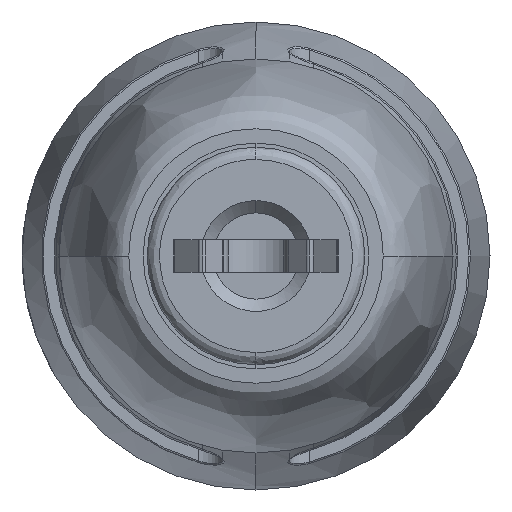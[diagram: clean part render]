
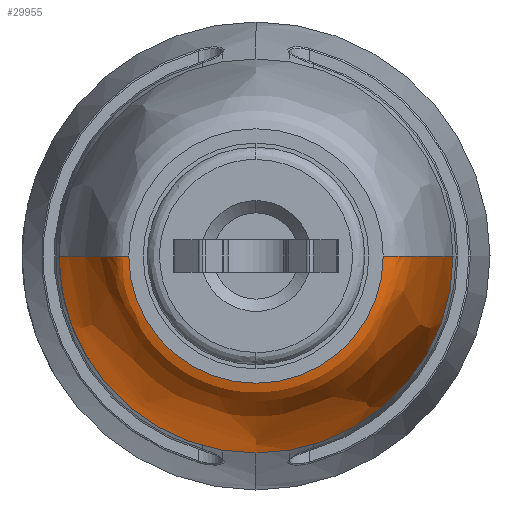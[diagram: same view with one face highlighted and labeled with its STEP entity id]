
A CAD part, left-side view. The second image highlights one B-rep face of the part: STEP entity #29955.
In plain terms, the highlighted free-form (B-spline) face has degree [3, 3] with [6, 4] control points.
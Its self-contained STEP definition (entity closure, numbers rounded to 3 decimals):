
#59 = ORIENTED_EDGE ( 'NONE', *, *, #6398, .F. ) ;
#534 = CARTESIAN_POINT ( 'NONE',  ( 4.822, -3.1, 0. ) ) ;
#1869 = ORIENTED_EDGE ( 'NONE', *, *, #34887, .T. ) ;
#1945 = CARTESIAN_POINT ( 'NONE',  ( 13.822, -4.8, 0. ) ) ;
#1960 = AXIS2_PLACEMENT_3D ( 'NONE', #31529, #34847, #14945 ) ;
#3143 = CIRCLE ( 'NONE', #42234, 4.8 ) ;
#3524 = B_SPLINE_CURVE_WITH_KNOTS ( 'NONE', 3,
 ( #28464, #35152, #25660, #5806, #19017, #38463 ),
 .UNSPECIFIED., .F., .F.,
 ( 4, 1, 1, 4 ),
 ( 0., 0.429, 0.529, 1. ),
 .UNSPECIFIED. ) ;
#3684 = CARTESIAN_POINT ( 'NONE',  ( 13.822, 4.8, 0. ) ) ;
#5425 = EDGE_LOOP ( 'NONE', ( #40147, #38140, #59, #31316, #1869 ) ) ;
#5806 = CARTESIAN_POINT ( 'NONE',  ( 6.753, 4.294, 0. ) ) ;
#6355 = VERTEX_POINT ( 'NONE', #29411 ) ;
#6392 = EDGE_CURVE ( 'NONE', #8694, #6355, #34245, .T. ) ;
#6398 = EDGE_CURVE ( 'NONE', #22029, #6355, #28098, .T. ) ;
#6586 = CARTESIAN_POINT ( 'NONE',  ( 10.153, -4.759, 0. ) ) ;
#6863 = CARTESIAN_POINT ( 'NONE',  ( 13.398, 4.8, -9.6 ) ) ;
#8263 = CARTESIAN_POINT ( 'NONE',  ( 10.153, -4.759, 0. ) ) ;
#8694 = VERTEX_POINT ( 'NONE', #23126 ) ;
#9895 = CARTESIAN_POINT ( 'NONE',  ( 6.753, 4.294, 0. ) ) ;
#10039 = CARTESIAN_POINT ( 'NONE',  ( 13.398, -4.8, 0. ) ) ;
#10323 = CARTESIAN_POINT ( 'NONE',  ( 13.398, -4.8, -9.6 ) ) ;
#13224 = CARTESIAN_POINT ( 'NONE',  ( 6.753, -4.294, 0. ) ) ;
#13906 = CARTESIAN_POINT ( 'NONE',  ( 13.822, 0., 0. ) ) ;
#14506 = CARTESIAN_POINT ( 'NONE',  ( 6.753, -4.294, 0. ) ) ;
#14795 = CARTESIAN_POINT ( 'NONE',  ( 4.822, -3.1, 0. ) ) ;
#14945 = DIRECTION ( 'NONE',  ( 0., 0., 1. ) ) ;
#15154 = AXIS2_PLACEMENT_3D ( 'NONE', #30470, #20411, #27543 ) ;
#15829 = CARTESIAN_POINT ( 'NONE',  ( 13.822, 0., -4.8 ) ) ;
#16406 =( BOUNDED_SURFACE ( )  B_SPLINE_SURFACE ( 3, 3, ( 
 ( #3684, #20053, #23380, #23522 ),
 ( #36749, #6863, #10323, #10039 ),
 ( #33575, #26442, #16885, #6586 ),
 ( #9895, #26726, #16738, #13224 ),
 ( #36455, #20192, #16596, #30101 ),
 ( #17028, #40107, #39834, #534 ) ),
 .UNSPECIFIED., .F., .F., .F. ) 
 B_SPLINE_SURFACE_WITH_KNOTS ( ( 4, 1, 1, 4 ),
 ( 4, 4 ),
 ( 0., 0.429, 0.529, 1. ),
 ( 0., 1. ),
 .UNSPECIFIED. ) 
 GEOMETRIC_REPRESENTATION_ITEM ( )  RATIONAL_B_SPLINE_SURFACE ( (
 ( 1., 0.333, 0.333, 1.),
 ( 1., 0.333, 0.333, 1.),
 ( 1., 0.333, 0.333, 1.),
 ( 1., 0.333, 0.333, 1.),
 ( 1., 0.333, 0.333, 1.),
 ( 1., 0.333, 0.333, 1.) ) ) 
 REPRESENTATION_ITEM ( '' )  SURFACE ( )  );
#16596 = CARTESIAN_POINT ( 'NONE',  ( 4.822, -3.71, -7.421 ) ) ;
#16666 = EDGE_CURVE ( 'NONE', #40759, #22029, #3524, .T. ) ;
#16738 = CARTESIAN_POINT ( 'NONE',  ( 6.753, -4.294, -8.588 ) ) ;
#16885 = CARTESIAN_POINT ( 'NONE',  ( 10.153, -4.759, -9.518 ) ) ;
#17028 = CARTESIAN_POINT ( 'NONE',  ( 4.822, 3.1, 0. ) ) ;
#19017 = CARTESIAN_POINT ( 'NONE',  ( 4.822, 3.71, 0. ) ) ;
#19856 = DIRECTION ( 'NONE',  ( -1., 0., 0. ) ) ;
#20053 = CARTESIAN_POINT ( 'NONE',  ( 13.822, 4.8, -9.6 ) ) ;
#20192 = CARTESIAN_POINT ( 'NONE',  ( 4.822, 3.71, -7.421 ) ) ;
#20411 = DIRECTION ( 'NONE',  ( -1., 0., 0. ) ) ;
#21450 = CARTESIAN_POINT ( 'NONE',  ( 13.398, -4.8, 0. ) ) ;
#22029 = VERTEX_POINT ( 'NONE', #42542 ) ;
#23126 = CARTESIAN_POINT ( 'NONE',  ( 13.822, -4.8, 0. ) ) ;
#23380 = CARTESIAN_POINT ( 'NONE',  ( 13.822, -4.8, -9.6 ) ) ;
#23522 = CARTESIAN_POINT ( 'NONE',  ( 13.822, -4.8, 0. ) ) ;
#25660 = CARTESIAN_POINT ( 'NONE',  ( 10.153, 4.759, 0. ) ) ;
#26442 = CARTESIAN_POINT ( 'NONE',  ( 10.153, 4.759, -9.518 ) ) ;
#26726 = CARTESIAN_POINT ( 'NONE',  ( 6.753, 4.294, -8.588 ) ) ;
#27543 = DIRECTION ( 'NONE',  ( 0., 0., 1. ) ) ;
#28098 = CIRCLE ( 'NONE', #1960, 3.1 ) ;
#28464 = CARTESIAN_POINT ( 'NONE',  ( 13.822, 4.8, 0. ) ) ;
#29136 = EDGE_CURVE ( 'NONE', #31227, #8694, #33408, .T. ) ;
#29411 = CARTESIAN_POINT ( 'NONE',  ( 4.822, -3.1, 0. ) ) ;
#29918 = DIRECTION ( 'NONE',  ( 0., 0., 1. ) ) ;
#29955 = ADVANCED_FACE ( 'NONE', ( #32340 ), #16406, .F. ) ;
#30101 = CARTESIAN_POINT ( 'NONE',  ( 4.822, -3.71, 0. ) ) ;
#30470 = CARTESIAN_POINT ( 'NONE',  ( 13.822, 0., 0. ) ) ;
#31227 = VERTEX_POINT ( 'NONE', #15829 ) ;
#31316 = ORIENTED_EDGE ( 'NONE', *, *, #16666, .F. ) ;
#31529 = CARTESIAN_POINT ( 'NONE',  ( 4.822, 0., 0. ) ) ;
#31675 = CARTESIAN_POINT ( 'NONE',  ( 4.822, -3.71, 0. ) ) ;
#32340 = FACE_OUTER_BOUND ( 'NONE', #5425, .T. ) ;
#33408 = CIRCLE ( 'NONE', #15154, 4.8 ) ;
#33575 = CARTESIAN_POINT ( 'NONE',  ( 10.153, 4.759, 0. ) ) ;
#33662 = CARTESIAN_POINT ( 'NONE',  ( 13.822, 4.8, 0. ) ) ;
#34245 = B_SPLINE_CURVE_WITH_KNOTS ( 'NONE', 3,
 ( #1945, #21450, #8263, #14506, #31675, #14795 ),
 .UNSPECIFIED., .F., .F.,
 ( 4, 1, 1, 4 ),
 ( 0., 0.429, 0.529, 1. ),
 .UNSPECIFIED. ) ;
#34847 = DIRECTION ( 'NONE',  ( -1., 0., 0. ) ) ;
#34887 = EDGE_CURVE ( 'NONE', #40759, #31227, #3143, .T. ) ;
#35152 = CARTESIAN_POINT ( 'NONE',  ( 13.398, 4.8, 0. ) ) ;
#36455 = CARTESIAN_POINT ( 'NONE',  ( 4.822, 3.71, 0. ) ) ;
#36749 = CARTESIAN_POINT ( 'NONE',  ( 13.398, 4.8, 0. ) ) ;
#38140 = ORIENTED_EDGE ( 'NONE', *, *, #6392, .T. ) ;
#38463 = CARTESIAN_POINT ( 'NONE',  ( 4.822, 3.1, 0. ) ) ;
#39834 = CARTESIAN_POINT ( 'NONE',  ( 4.822, -3.1, -6.2 ) ) ;
#40107 = CARTESIAN_POINT ( 'NONE',  ( 4.822, 3.1, -6.2 ) ) ;
#40147 = ORIENTED_EDGE ( 'NONE', *, *, #29136, .T. ) ;
#40759 = VERTEX_POINT ( 'NONE', #33662 ) ;
#42234 = AXIS2_PLACEMENT_3D ( 'NONE', #13906, #19856, #29918 ) ;
#42542 = CARTESIAN_POINT ( 'NONE',  ( 4.822, 3.1, 0. ) ) ;
